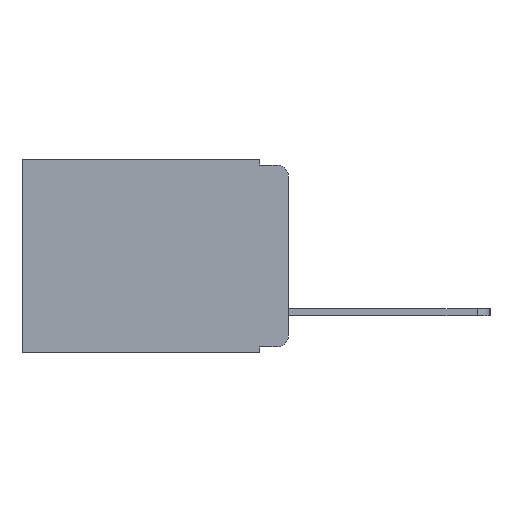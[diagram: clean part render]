
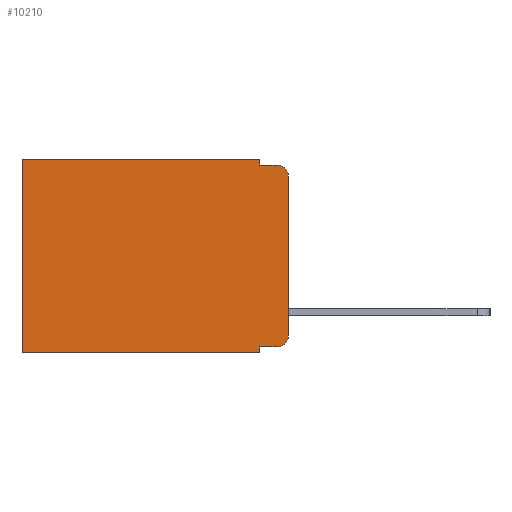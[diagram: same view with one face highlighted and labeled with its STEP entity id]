
A CAD part, left-side view. The second image highlights one B-rep face of the part: STEP entity #10210.
In plain terms, the highlighted planar face has unit normal (-1, 0, 0).
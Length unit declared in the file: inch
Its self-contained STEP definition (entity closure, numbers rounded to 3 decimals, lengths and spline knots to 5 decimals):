
#137 = EDGE_CURVE ( 'NONE', #5828, #6387, #7574, .T. ) ;
#213 = ORIENTED_EDGE ( 'NONE', *, *, #7023, .F. ) ;
#230 = CARTESIAN_POINT ( 'NONE',  ( 0.298, 0.02, -0.333 ) ) ;
#303 = ORIENTED_EDGE ( 'NONE', *, *, #2907, .F. ) ;
#512 = ORIENTED_EDGE ( 'NONE', *, *, #7557, .T. ) ;
#835 = ORIENTED_EDGE ( 'NONE', *, *, #6907, .T. ) ;
#908 = FACE_OUTER_BOUND ( 'NONE', #10539, .T. ) ;
#915 = VERTEX_POINT ( 'NONE', #3426 ) ;
#999 = DIRECTION ( 'NONE',  ( 0., -1., 0. ) ) ;
#1165 = VECTOR ( 'NONE', #2920, 39.37008 ) ;
#2044 = CARTESIAN_POINT ( 'NONE',  ( 0.298, 0., -0.03 ) ) ;
#2334 = VERTEX_POINT ( 'NONE', #11509 ) ;
#2570 = VERTEX_POINT ( 'NONE', #11117 ) ;
#2784 = DIRECTION ( 'NONE',  ( -1., 0., 0. ) ) ;
#2817 = CARTESIAN_POINT ( 'NONE',  ( 0.298, 0.02, -0.03 ) ) ;
#2907 = EDGE_CURVE ( 'NONE', #6654, #2570, #12400, .T. ) ;
#2920 = DIRECTION ( 'NONE',  ( 0., 1., 0. ) ) ;
#2934 = CARTESIAN_POINT ( 'NONE',  ( 0.298, 0.051, -0.01 ) ) ;
#3097 = ORIENTED_EDGE ( 'NONE', *, *, #11839, .F. ) ;
#3118 = ORIENTED_EDGE ( 'NONE', *, *, #9602, .T. ) ;
#3371 = VERTEX_POINT ( 'NONE', #7848 ) ;
#3426 = CARTESIAN_POINT ( 'NONE',  ( 0.298, 0.473, 0. ) ) ;
#3560 = LINE ( 'NONE', #9346, #11349 ) ;
#3836 = DIRECTION ( 'NONE',  ( 0., 0., -1. ) ) ;
#3951 = VECTOR ( 'NONE', #10634, 39.37008 ) ;
#4012 = VERTEX_POINT ( 'NONE', #230 ) ;
#4303 = DIRECTION ( 'NONE',  ( 0., 0., -1. ) ) ;
#4324 = CARTESIAN_POINT ( 'NONE',  ( 0.298, 0.051, 0. ) ) ;
#4519 = VECTOR ( 'NONE', #5886, 39.37008 ) ;
#4694 = CARTESIAN_POINT ( 'NONE',  ( 0.298, 0.473, -0.343 ) ) ;
#4724 = CARTESIAN_POINT ( 'NONE',  ( 0.298, 0.051, 0. ) ) ;
#4734 = DIRECTION ( 'NONE',  ( 0., 0., -1. ) ) ;
#4855 = AXIS2_PLACEMENT_3D ( 'NONE', #11450, #10588, #4734 ) ;
#4989 = DIRECTION ( 'NONE',  ( 0., 1., 0. ) ) ;
#5143 = EDGE_CURVE ( 'NONE', #5828, #915, #3560, .T. ) ;
#5378 = CARTESIAN_POINT ( 'NONE',  ( 0.298, 0., 0. ) ) ;
#5708 = CIRCLE ( 'NONE', #11752, 0.02 ) ;
#5828 = VERTEX_POINT ( 'NONE', #4724 ) ;
#5886 = DIRECTION ( 'NONE',  ( 0., 0., -1. ) ) ;
#6358 = VECTOR ( 'NONE', #9305, 39.37008 ) ;
#6387 = VERTEX_POINT ( 'NONE', #2934 ) ;
#6654 = VERTEX_POINT ( 'NONE', #11211 ) ;
#6907 = EDGE_CURVE ( 'NONE', #4012, #3371, #7611, .T. ) ;
#7011 = LINE ( 'NONE', #9904, #1165 ) ;
#7023 = EDGE_CURVE ( 'NONE', #2570, #8042, #7011, .T. ) ;
#7200 = CARTESIAN_POINT ( 'NONE',  ( 0.298, 0.051, -0.01 ) ) ;
#7557 = EDGE_CURVE ( 'NONE', #6654, #4012, #8987, .T. ) ;
#7574 = LINE ( 'NONE', #4324, #7864 ) ;
#7611 = CIRCLE ( 'NONE', #10783, 0.02 ) ;
#7700 = PLANE ( 'NONE',  #4855 ) ;
#7750 = CARTESIAN_POINT ( 'NONE',  ( 0.298, 0.051, -0.333 ) ) ;
#7848 = CARTESIAN_POINT ( 'NONE',  ( 0.298, 0., -0.313 ) ) ;
#7864 = VECTOR ( 'NONE', #9656, 39.37008 ) ;
#8042 = VERTEX_POINT ( 'NONE', #4694 ) ;
#8185 = LINE ( 'NONE', #7200, #12716 ) ;
#8306 = ORIENTED_EDGE ( 'NONE', *, *, #11712, .F. ) ;
#8310 = VECTOR ( 'NONE', #4303, 39.37008 ) ;
#8814 = CARTESIAN_POINT ( 'NONE',  ( 0.298, 0.02, -0.313 ) ) ;
#8987 = LINE ( 'NONE', #7750, #3951 ) ;
#9305 = DIRECTION ( 'NONE',  ( 0., 0., -1. ) ) ;
#9346 = CARTESIAN_POINT ( 'NONE',  ( 0.298, 0., 0. ) ) ;
#9602 = EDGE_CURVE ( 'NONE', #10950, #2334, #5708, .T. ) ;
#9656 = DIRECTION ( 'NONE',  ( 0., 0., -1. ) ) ;
#9778 = DIRECTION ( 'NONE',  ( 0., 0., -1. ) ) ;
#9807 = DIRECTION ( 'NONE',  ( -1., 0., 0. ) ) ;
#9904 = CARTESIAN_POINT ( 'NONE',  ( 0.298, 0., -0.343 ) ) ;
#10210 = ADVANCED_FACE ( 'NONE', ( #908 ), #7700, .F. ) ;
#10223 = CARTESIAN_POINT ( 'NONE',  ( 0.298, 0.473, 0. ) ) ;
#10445 = EDGE_CURVE ( 'NONE', #915, #8042, #10821, .T. ) ;
#10539 = EDGE_LOOP ( 'NONE', ( #3097, #3118, #8306, #10718, #10818, #10829, #213, #303, #512, #835 ) ) ;
#10588 = DIRECTION ( 'NONE',  ( 1., 0., 0. ) ) ;
#10634 = DIRECTION ( 'NONE',  ( 0., -1., 0. ) ) ;
#10718 = ORIENTED_EDGE ( 'NONE', *, *, #137, .F. ) ;
#10783 = AXIS2_PLACEMENT_3D ( 'NONE', #8814, #2784, #9778 ) ;
#10818 = ORIENTED_EDGE ( 'NONE', *, *, #5143, .T. ) ;
#10821 = LINE ( 'NONE', #10223, #8310 ) ;
#10829 = ORIENTED_EDGE ( 'NONE', *, *, #10445, .T. ) ;
#10950 = VERTEX_POINT ( 'NONE', #2044 ) ;
#11117 = CARTESIAN_POINT ( 'NONE',  ( 0.298, 0.051, -0.343 ) ) ;
#11211 = CARTESIAN_POINT ( 'NONE',  ( 0.298, 0.051, -0.333 ) ) ;
#11349 = VECTOR ( 'NONE', #4989, 39.37008 ) ;
#11402 = LINE ( 'NONE', #5378, #6358 ) ;
#11437 = CARTESIAN_POINT ( 'NONE',  ( 0.298, 0.051, 0. ) ) ;
#11450 = CARTESIAN_POINT ( 'NONE',  ( 0.298, 0., 0. ) ) ;
#11509 = CARTESIAN_POINT ( 'NONE',  ( 0.298, 0.02, -0.01 ) ) ;
#11712 = EDGE_CURVE ( 'NONE', #6387, #2334, #8185, .T. ) ;
#11752 = AXIS2_PLACEMENT_3D ( 'NONE', #2817, #9807, #3836 ) ;
#11839 = EDGE_CURVE ( 'NONE', #10950, #3371, #11402, .T. ) ;
#12400 = LINE ( 'NONE', #11437, #4519 ) ;
#12716 = VECTOR ( 'NONE', #999, 39.37008 ) ;
